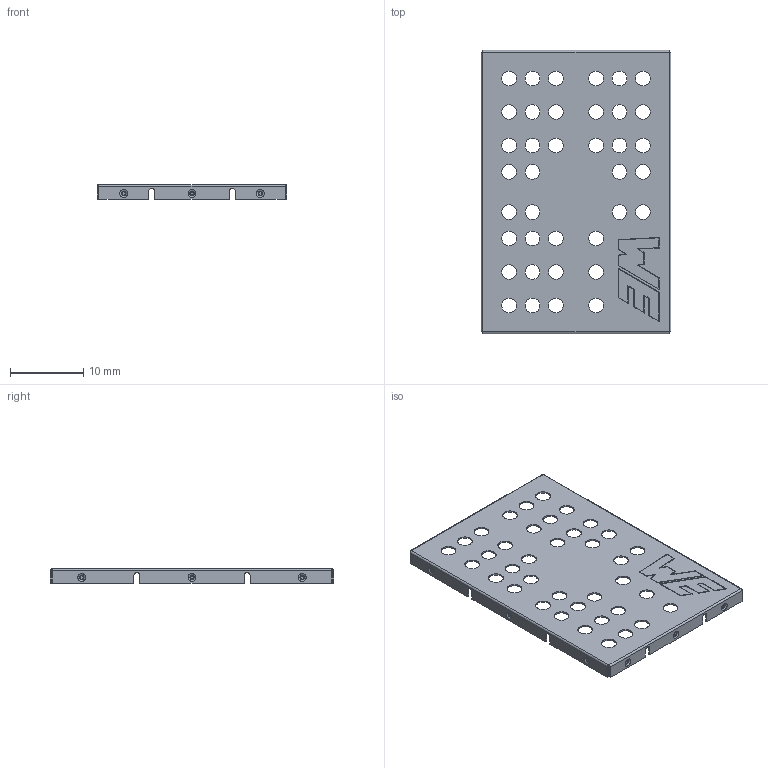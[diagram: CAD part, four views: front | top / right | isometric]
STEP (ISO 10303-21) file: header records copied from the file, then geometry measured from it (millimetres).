
FILE_DESCRIPTION(/* description */ ('Unknown'),/* implementation_level */ '2;1');
FILE_NAME(/* name */ '3600637250S',/* time_stamp */ '2017-06-30T14:13:53+08:00',/* author */ ('Unknown'),/* organization */ ('Unknown'),/* preprocessor_version */ 'ST-DEVELOPER v16.7',/* originating_system */ 'DEX',/* authorisation */ $);
FILE_SCHEMA (('AUTOMOTIVE_DESIGN {1 0 10303 214 3 1 1}'));
Length unit declared in the file: millimetre
Products named in the file (1): 3600637250S
Bounding box: 25.86 x 38.56 x 2 mm (x, y, z)
Volume: 218.2 mm3; surface area: 2270.3 mm2
Topology: 1 solids, 1 shells, 218 faces, 598 edges, 410 vertices
Faces by surface type: plane 124, cylinder 54, torus 40
Full cylindrical faces by diameter (mm): 2 x38
Entity records: 6272 total; most frequent: DIRECTION 1088, CARTESIAN_POINT 1033, ORIENTED_EDGE 932, EDGE_CURVE 466, AXIS2_PLACEMENT_3D 403, EDGE_LOOP 392, FACE_BOUND 392, VERTEX_POINT 348
